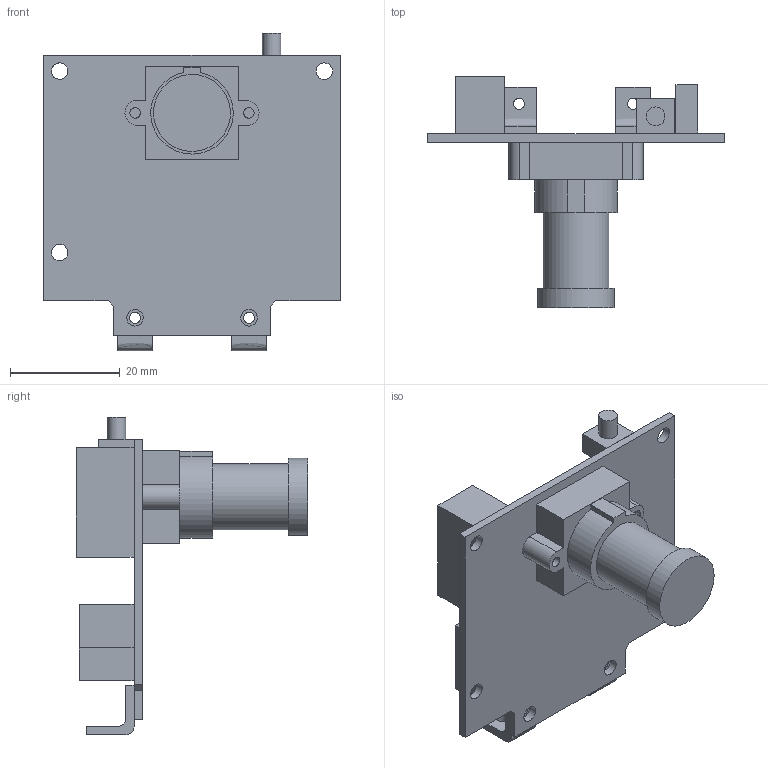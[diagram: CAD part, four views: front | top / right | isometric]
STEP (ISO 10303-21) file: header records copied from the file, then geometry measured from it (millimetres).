
FILE_DESCRIPTION((' '),'2;1');
FILE_NAME( '059- Pixy camera 3D.stp', '2018-02-23T11:48:51', (' '), ('--- Datakit www.datakit.com---'), ' Datakit CrossCadWare V2017.1 Dec 27 2016', 'DATAKIT 2018 (c)', ' ');
FILE_SCHEMA(('AP203_CONFIGURATION_CONTROLLED_3D_DESIGN_OF_MECHANICAL_PARTS_AND_ASSEMBLIES_MIM_LF { 1 0 10303 403 2 1 2}'));
Length unit declared in the file: millimetre
Products named in the file (1): 059- Pixy camera 3D
Bounding box: 54 x 42.1 x 57.8 mm (x, y, z)
Volume: 6374.9 mm3; surface area: 10547.3 mm2
Topology: 3 solids, 17 shells, 88 faces, 248 edges, 177 vertices
Faces by surface type: bspline 88
Entity records: 3380 total; most frequent: CARTESIAN_POINT 1826, ORIENTED_EDGE 402, EDGE_CURVE 233, VERTEX_POINT 186, B_SPLINE_CURVE_WITH_KNOTS 184, EDGE_LOOP 112, FACE_OUTER_BOUND 88, ADVANCED_FACE 88
